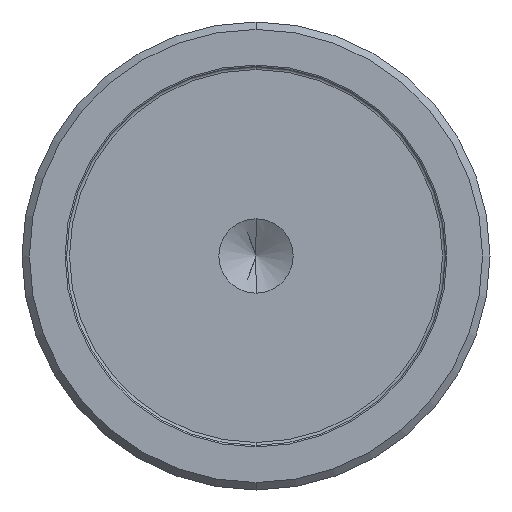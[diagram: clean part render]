
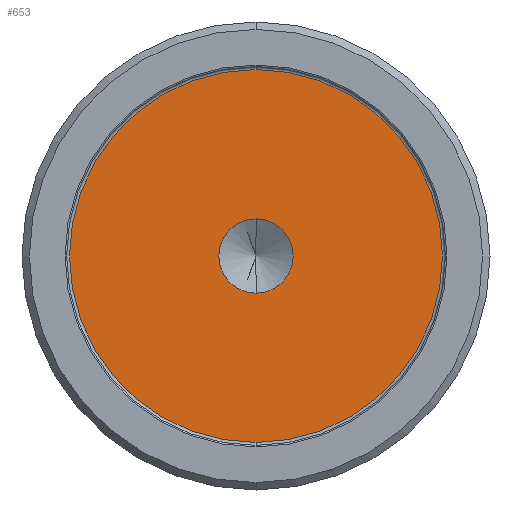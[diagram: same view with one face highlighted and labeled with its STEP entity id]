
A CAD part, front view. The second image highlights one B-rep face of the part: STEP entity #653.
In plain terms, the highlighted planar face has unit normal (0, -1, 0).
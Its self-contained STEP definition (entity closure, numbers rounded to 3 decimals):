
#45 = ORIENTED_EDGE ( 'NONE', *, *, #910, .T. ) ;
#65 = CARTESIAN_POINT ( 'NONE',  ( 0., 0.5, 0. ) ) ;
#95 = VERTEX_POINT ( 'NONE', #1195 ) ;
#108 = CIRCLE ( 'NONE', #1217, 2.5 ) ;
#125 = AXIS2_PLACEMENT_3D ( 'NONE', #804, #471, #571 ) ;
#168 = ORIENTED_EDGE ( 'NONE', *, *, #907, .T. ) ;
#286 = AXIS2_PLACEMENT_3D ( 'NONE', #65, #1084, #764 ) ;
#371 = AXIS2_PLACEMENT_3D ( 'NONE', #1185, #1090, #963 ) ;
#384 = CARTESIAN_POINT ( 'NONE',  ( 0., 0.5, 2.5 ) ) ;
#424 = CARTESIAN_POINT ( 'NONE',  ( -12.55, 0.5, 0. ) ) ;
#429 = DIRECTION ( 'NONE',  ( 0., 0., 1. ) ) ;
#434 = CIRCLE ( 'NONE', #125, 2.5 ) ;
#461 = EDGE_CURVE ( 'NONE', #559, #95, #434, .T. ) ;
#471 = DIRECTION ( 'NONE',  ( 0., 1., 0. ) ) ;
#525 = CIRCLE ( 'NONE', #371, 12.55 ) ;
#559 = VERTEX_POINT ( 'NONE', #384 ) ;
#571 = DIRECTION ( 'NONE',  ( 0., 0., 1. ) ) ;
#600 = FACE_BOUND ( 'NONE', #783, .T. ) ;
#624 = CIRCLE ( 'NONE', #286, 12.55 ) ;
#653 = ADVANCED_FACE ( 'NONE', ( #600, #870 ), #977, .F. ) ;
#691 = VERTEX_POINT ( 'NONE', #1037 ) ;
#708 = VERTEX_POINT ( 'NONE', #927 ) ;
#737 = DIRECTION ( 'NONE',  ( 0., 0., 1. ) ) ;
#764 = DIRECTION ( 'NONE',  ( 0., 0., -1. ) ) ;
#775 = ORIENTED_EDGE ( 'NONE', *, *, #461, .T. ) ;
#783 = EDGE_LOOP ( 'NONE', ( #1393, #775 ) ) ;
#804 = CARTESIAN_POINT ( 'NONE',  ( 0., 0.5, 0. ) ) ;
#860 = EDGE_LOOP ( 'NONE', ( #168, #45 ) ) ;
#863 = CARTESIAN_POINT ( 'NONE',  ( 0., 0.5, 0. ) ) ;
#870 = FACE_OUTER_BOUND ( 'NONE', #860, .T. ) ;
#878 = DIRECTION ( 'NONE',  ( 0., 1., 0. ) ) ;
#907 = EDGE_CURVE ( 'NONE', #708, #691, #624, .T. ) ;
#910 = EDGE_CURVE ( 'NONE', #691, #708, #525, .T. ) ;
#927 = CARTESIAN_POINT ( 'NONE',  ( 0., 0.5, -12.55 ) ) ;
#963 = DIRECTION ( 'NONE',  ( 0., 0., -1. ) ) ;
#977 = PLANE ( 'NONE',  #1235 ) ;
#1037 = CARTESIAN_POINT ( 'NONE',  ( 0., 0.5, 12.55 ) ) ;
#1084 = DIRECTION ( 'NONE',  ( 0., -1., 0. ) ) ;
#1090 = DIRECTION ( 'NONE',  ( 0., -1., 0. ) ) ;
#1185 = CARTESIAN_POINT ( 'NONE',  ( 0., 0.5, 0. ) ) ;
#1195 = CARTESIAN_POINT ( 'NONE',  ( 0., 0.5, -2.5 ) ) ;
#1196 = EDGE_CURVE ( 'NONE', #95, #559, #108, .T. ) ;
#1217 = AXIS2_PLACEMENT_3D ( 'NONE', #863, #1407, #737 ) ;
#1235 = AXIS2_PLACEMENT_3D ( 'NONE', #424, #878, #429 ) ;
#1393 = ORIENTED_EDGE ( 'NONE', *, *, #1196, .T. ) ;
#1407 = DIRECTION ( 'NONE',  ( 0., 1., 0. ) ) ;
